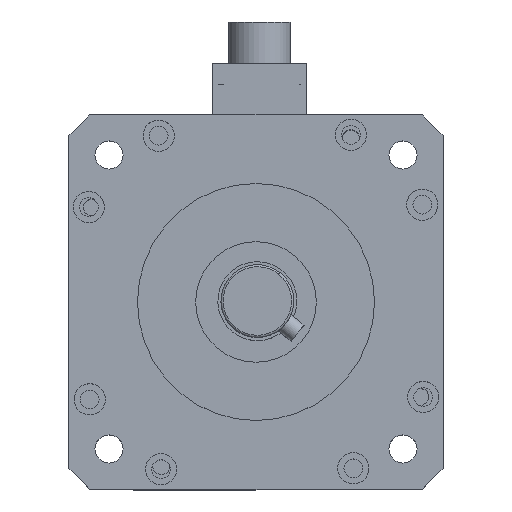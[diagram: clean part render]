
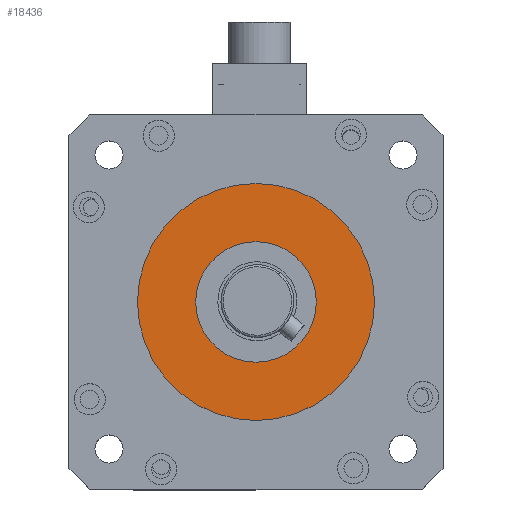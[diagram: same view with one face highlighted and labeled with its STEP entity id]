
A CAD part, top view. The second image highlights one B-rep face of the part: STEP entity #18436.
In plain terms, the highlighted planar face has unit normal (0, 0, 1).
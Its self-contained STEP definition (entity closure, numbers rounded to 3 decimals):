
#64 = AXIS2_PLACEMENT_3D ( 'NONE', #17403, #4276, #1188 ) ;
#857 = DIRECTION ( 'NONE',  ( 0., 0., 1. ) ) ;
#1188 = DIRECTION ( 'NONE',  ( 1., 0., 0. ) ) ;
#1699 = VERTEX_POINT ( 'NONE', #3005 ) ;
#2267 = DIRECTION ( 'NONE',  ( 1., 0., 0. ) ) ;
#2711 = EDGE_CURVE ( 'NONE', #5524, #18290, #3288, .T. ) ;
#3005 = CARTESIAN_POINT ( 'NONE',  ( 33., 90., 3.2 ) ) ;
#3288 = CIRCLE ( 'NONE', #6938, 29. ) ;
#3749 = AXIS2_PLACEMENT_3D ( 'NONE', #9772, #857, #6778 ) ;
#3852 = FACE_BOUND ( 'NONE', #13637, .T. ) ;
#4276 = DIRECTION ( 'NONE',  ( 0., 0., 1. ) ) ;
#4384 = DIRECTION ( 'NONE',  ( 1., 0., 0. ) ) ;
#5203 = PLANE ( 'NONE',  #13092 ) ;
#5524 = VERTEX_POINT ( 'NONE', #15318 ) ;
#6778 = DIRECTION ( 'NONE',  ( 1., 0., 0. ) ) ;
#6938 = AXIS2_PLACEMENT_3D ( 'NONE', #8927, #16991, #4384 ) ;
#7350 = EDGE_CURVE ( 'NONE', #12200, #1699, #14292, .T. ) ;
#7569 = ORIENTED_EDGE ( 'NONE', *, *, #2711, .F. ) ;
#8397 = ORIENTED_EDGE ( 'NONE', *, *, #7350, .T. ) ;
#8927 = CARTESIAN_POINT ( 'NONE',  ( 90., 90., 3.2 ) ) ;
#9119 = FACE_OUTER_BOUND ( 'NONE', #12295, .T. ) ;
#9671 = CARTESIAN_POINT ( 'NONE',  ( 147., 90., 3.2 ) ) ;
#9772 = CARTESIAN_POINT ( 'NONE',  ( 90., 90., 3.2 ) ) ;
#10333 = CARTESIAN_POINT ( 'NONE',  ( 90., 90., 3.2 ) ) ;
#11085 = CIRCLE ( 'NONE', #64, 29. ) ;
#11823 = DIRECTION ( 'NONE',  ( 0., 0., 1. ) ) ;
#12200 = VERTEX_POINT ( 'NONE', #9671 ) ;
#12228 = CIRCLE ( 'NONE', #14878, 57. ) ;
#12295 = EDGE_LOOP ( 'NONE', ( #17632, #8397 ) ) ;
#13092 = AXIS2_PLACEMENT_3D ( 'NONE', #19840, #11823, #16665 ) ;
#13145 = EDGE_CURVE ( 'NONE', #18290, #5524, #11085, .T. ) ;
#13352 = DIRECTION ( 'NONE',  ( 0., 0., 1. ) ) ;
#13637 = EDGE_LOOP ( 'NONE', ( #7569, #13896 ) ) ;
#13896 = ORIENTED_EDGE ( 'NONE', *, *, #13145, .F. ) ;
#14292 = CIRCLE ( 'NONE', #3749, 57. ) ;
#14634 = CARTESIAN_POINT ( 'NONE',  ( 61., 90., 3.2 ) ) ;
#14878 = AXIS2_PLACEMENT_3D ( 'NONE', #10333, #13352, #2267 ) ;
#15318 = CARTESIAN_POINT ( 'NONE',  ( 119., 90., 3.2 ) ) ;
#15595 = EDGE_CURVE ( 'NONE', #1699, #12200, #12228, .T. ) ;
#16665 = DIRECTION ( 'NONE',  ( 1., 0., 0. ) ) ;
#16991 = DIRECTION ( 'NONE',  ( 0., 0., 1. ) ) ;
#17403 = CARTESIAN_POINT ( 'NONE',  ( 90., 90., 3.2 ) ) ;
#17632 = ORIENTED_EDGE ( 'NONE', *, *, #15595, .T. ) ;
#18290 = VERTEX_POINT ( 'NONE', #14634 ) ;
#18436 = ADVANCED_FACE ( 'NONE', ( #3852, #9119 ), #5203, .T. ) ;
#19840 = CARTESIAN_POINT ( 'NONE',  ( 90., 90., 3.2 ) ) ;
